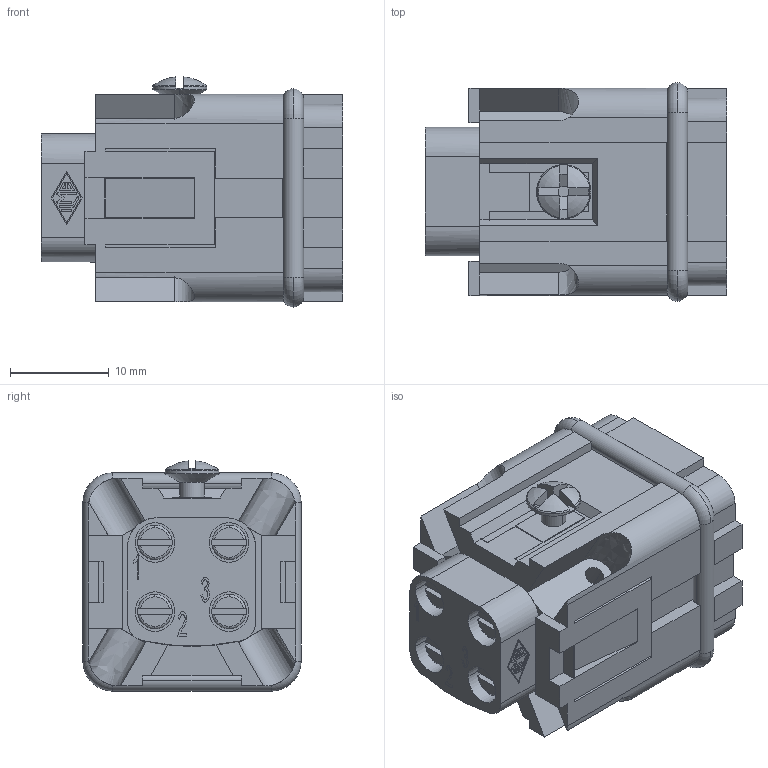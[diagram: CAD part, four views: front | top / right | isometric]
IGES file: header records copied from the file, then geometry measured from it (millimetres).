
Global section: file name: No Iges File Name specified; native system: AutoDesk Inventor R6.1; preprocessor: AutoDesk Inventor Iges Exporter R6.1; author: No Author specified; organization: No Organization specified; date: 20061207.160845; units: millimetre
Bounding box: 30.51 x 22.1 x 23.31 mm (x, y, z)
Volume: 7615.7 mm3; surface area: 5403.9 mm2
Topology: 1 solids, 1 shells, 499 faces, 1441 edges, 948 vertices
Faces by surface type: plane 269, bspline 110, cylinder 50, torus 32, revolution 32, sphere 4, cone 2
